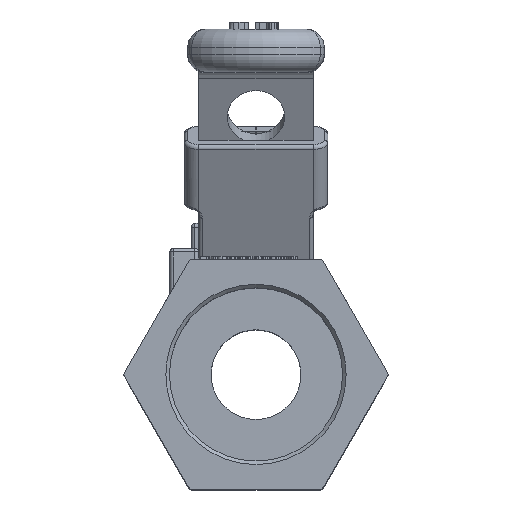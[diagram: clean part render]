
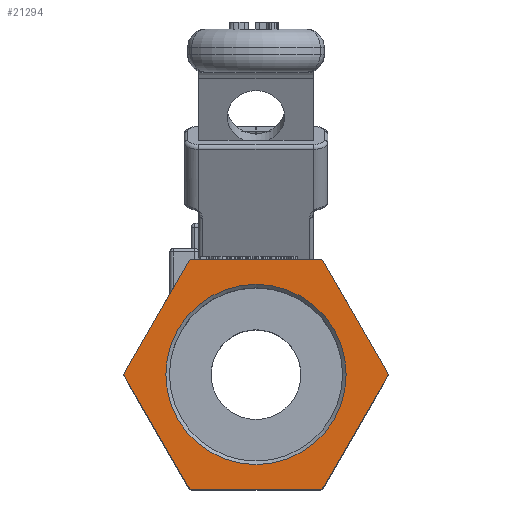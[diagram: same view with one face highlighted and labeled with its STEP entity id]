
A CAD part, top view. The second image highlights one B-rep face of the part: STEP entity #21294.
In plain terms, the highlighted planar face has unit normal (0, 0, 1).
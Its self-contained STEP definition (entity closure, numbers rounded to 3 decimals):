
#257=FACE_BOUND('',#6091,.T.);
#409=PLANE('',#22715);
#1140=CIRCLE('',#22712,12.559);
#1142=CIRCLE('',#22716,0.5);
#1143=CIRCLE('',#22717,0.5);
#1144=CIRCLE('',#22718,0.5);
#1145=CIRCLE('',#22719,0.5);
#1146=CIRCLE('',#22720,0.5);
#1147=CIRCLE('',#22721,0.5);
#1533=LINE('',#33931,#3206);
#1534=LINE('',#33935,#3207);
#1535=LINE('',#33939,#3208);
#1536=LINE('',#33943,#3209);
#1537=LINE('',#33947,#3210);
#1538=LINE('',#33951,#3211);
#3206=VECTOR('',#24570,10.);
#3207=VECTOR('',#24573,10.);
#3208=VECTOR('',#24576,10.);
#3209=VECTOR('',#24579,10.);
#3210=VECTOR('',#24582,10.);
#3211=VECTOR('',#24585,10.);
#4883=FACE_OUTER_BOUND('',#6090,.T.);
#6090=EDGE_LOOP('',(#14380,#14381,#14382,#14383,#14384,#14385,#14386,#14387,
#14388,#14389,#14390,#14391));
#6091=EDGE_LOOP('',(#14392));
#8514=VERTEX_POINT('',#33923);
#8516=VERTEX_POINT('',#33929);
#8517=VERTEX_POINT('',#33930);
#8518=VERTEX_POINT('',#33932);
#8519=VERTEX_POINT('',#33934);
#8520=VERTEX_POINT('',#33936);
#8521=VERTEX_POINT('',#33938);
#8522=VERTEX_POINT('',#33940);
#8523=VERTEX_POINT('',#33942);
#8524=VERTEX_POINT('',#33944);
#8525=VERTEX_POINT('',#33946);
#8526=VERTEX_POINT('',#33948);
#8527=VERTEX_POINT('',#33950);
#10753=EDGE_CURVE('',#8514,#8514,#1140,.T.);
#10755=EDGE_CURVE('',#8516,#8517,#1533,.T.);
#10756=EDGE_CURVE('',#8517,#8518,#1142,.T.);
#10757=EDGE_CURVE('',#8518,#8519,#1534,.T.);
#10758=EDGE_CURVE('',#8519,#8520,#1143,.T.);
#10759=EDGE_CURVE('',#8520,#8521,#1535,.T.);
#10760=EDGE_CURVE('',#8521,#8522,#1144,.T.);
#10761=EDGE_CURVE('',#8522,#8523,#1536,.T.);
#10762=EDGE_CURVE('',#8523,#8524,#1145,.T.);
#10763=EDGE_CURVE('',#8524,#8525,#1537,.T.);
#10764=EDGE_CURVE('',#8525,#8526,#1146,.T.);
#10765=EDGE_CURVE('',#8526,#8527,#1538,.T.);
#10766=EDGE_CURVE('',#8527,#8516,#1147,.T.);
#14380=ORIENTED_EDGE('',*,*,#10755,.T.);
#14381=ORIENTED_EDGE('',*,*,#10756,.T.);
#14382=ORIENTED_EDGE('',*,*,#10757,.T.);
#14383=ORIENTED_EDGE('',*,*,#10758,.T.);
#14384=ORIENTED_EDGE('',*,*,#10759,.T.);
#14385=ORIENTED_EDGE('',*,*,#10760,.T.);
#14386=ORIENTED_EDGE('',*,*,#10761,.T.);
#14387=ORIENTED_EDGE('',*,*,#10762,.T.);
#14388=ORIENTED_EDGE('',*,*,#10763,.T.);
#14389=ORIENTED_EDGE('',*,*,#10764,.T.);
#14390=ORIENTED_EDGE('',*,*,#10765,.T.);
#14391=ORIENTED_EDGE('',*,*,#10766,.T.);
#14392=ORIENTED_EDGE('',*,*,#10753,.F.);
#21294=ADVANCED_FACE('',(#4883,#257),#409,.T.);
#22712=AXIS2_PLACEMENT_3D('',#33924,#24562,#24563);
#22715=AXIS2_PLACEMENT_3D('',#33928,#24568,#24569);
#22716=AXIS2_PLACEMENT_3D('',#33933,#24571,#24572);
#22717=AXIS2_PLACEMENT_3D('',#33937,#24574,#24575);
#22718=AXIS2_PLACEMENT_3D('',#33941,#24577,#24578);
#22719=AXIS2_PLACEMENT_3D('',#33945,#24580,#24581);
#22720=AXIS2_PLACEMENT_3D('',#33949,#24583,#24584);
#22721=AXIS2_PLACEMENT_3D('',#33952,#24586,#24587);
#24562=DIRECTION('center_axis',(0.,0.,1.));
#24563=DIRECTION('ref_axis',(-1.,0.,0.));
#24568=DIRECTION('center_axis',(0.,0.,1.));
#24569=DIRECTION('ref_axis',(1.,0.,0.));
#24570=DIRECTION('',(1.,0.,0.));
#24571=DIRECTION('center_axis',(0.,0.,1.));
#24572=DIRECTION('ref_axis',(0.,-1.,0.));
#24573=DIRECTION('',(0.5,0.866,0.));
#24574=DIRECTION('center_axis',(0.,0.,1.));
#24575=DIRECTION('ref_axis',(0.866,-0.5,0.));
#24576=DIRECTION('',(-0.5,0.866,0.));
#24577=DIRECTION('center_axis',(0.,0.,1.));
#24578=DIRECTION('ref_axis',(0.866,0.5,0.));
#24579=DIRECTION('',(-1.,0.,0.));
#24580=DIRECTION('center_axis',(0.,0.,1.));
#24581=DIRECTION('ref_axis',(0.,1.,0.));
#24582=DIRECTION('',(-0.5,-0.866,0.));
#24583=DIRECTION('center_axis',(0.,0.,1.));
#24584=DIRECTION('ref_axis',(-0.866,0.5,0.));
#24585=DIRECTION('',(0.5,-0.866,0.));
#24586=DIRECTION('center_axis',(0.,0.,1.));
#24587=DIRECTION('ref_axis',(-0.866,-0.5,0.));
#33923=CARTESIAN_POINT('',(12.559,0.,58.5));
#33924=CARTESIAN_POINT('Origin',(0.,0.,58.5));
#33928=CARTESIAN_POINT('Origin',(7.895,-13.675,58.5));
#33929=CARTESIAN_POINT('',(-8.949,-16.,58.5));
#33930=CARTESIAN_POINT('',(8.949,-16.,58.5));
#33931=CARTESIAN_POINT('',(-8.949,-16.,58.5));
#33932=CARTESIAN_POINT('',(9.382,-15.75,58.5));
#33933=CARTESIAN_POINT('Origin',(8.949,-15.5,58.5));
#33934=CARTESIAN_POINT('',(18.331,-0.25,58.5));
#33935=CARTESIAN_POINT('',(9.382,-15.75,58.5));
#33936=CARTESIAN_POINT('',(18.331,0.25,58.5));
#33937=CARTESIAN_POINT('Origin',(17.898,0.,
58.5));
#33938=CARTESIAN_POINT('',(9.382,15.75,58.5));
#33939=CARTESIAN_POINT('',(18.331,0.25,58.5));
#33940=CARTESIAN_POINT('',(8.949,16.,58.5));
#33941=CARTESIAN_POINT('Origin',(8.949,15.5,58.5));
#33942=CARTESIAN_POINT('',(-8.949,16.,58.5));
#33943=CARTESIAN_POINT('',(8.949,16.,58.5));
#33944=CARTESIAN_POINT('',(-9.382,15.75,58.5));
#33945=CARTESIAN_POINT('Origin',(-8.949,15.5,58.5));
#33946=CARTESIAN_POINT('',(-18.331,0.25,58.5));
#33947=CARTESIAN_POINT('',(-9.382,15.75,58.5));
#33948=CARTESIAN_POINT('',(-18.331,-0.25,58.5));
#33949=CARTESIAN_POINT('Origin',(-17.898,0.,
58.5));
#33950=CARTESIAN_POINT('',(-9.382,-15.75,58.5));
#33951=CARTESIAN_POINT('',(-18.331,-0.25,58.5));
#33952=CARTESIAN_POINT('Origin',(-8.949,-15.5,58.5));
